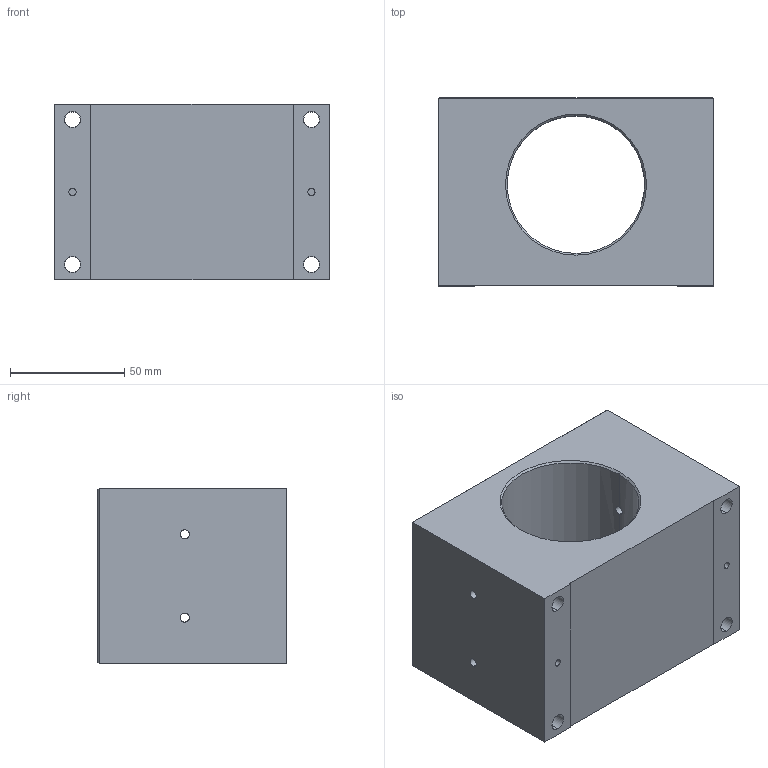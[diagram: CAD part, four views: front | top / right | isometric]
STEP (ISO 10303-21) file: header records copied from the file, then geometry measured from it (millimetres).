
FILE_DESCRIPTION (( 'STEP AP203' ), '1' );
FILE_NAME ('S8038P02.STEP', '2019-04-11T12:24:26', ( '' ), ( '' ), 'SwSTEP 2.0', 'SolidWorks 2019', '' );
FILE_SCHEMA (( 'CONFIG_CONTROL_DESIGN' ));
Length unit declared in the file: inch
Products named in the file (1): S8038P02
Bounding box: 120.65 x 82.55 x 76.99 mm (x, y, z)
Volume: 528573 mm3; surface area: 68733.4 mm2
Topology: 1 solids, 1 shells, 72 faces, 173 edges, 104 vertices
Faces by surface type: cylinder 40, plane 20, cone 12
Entity records: 2458 total; most frequent: CARTESIAN_POINT 630, DIRECTION 383, ORIENTED_EDGE 346, EDGE_CURVE 173, AXIS2_PLACEMENT_3D 147, VERTEX_POINT 104, EDGE_LOOP 93, LINE 89
